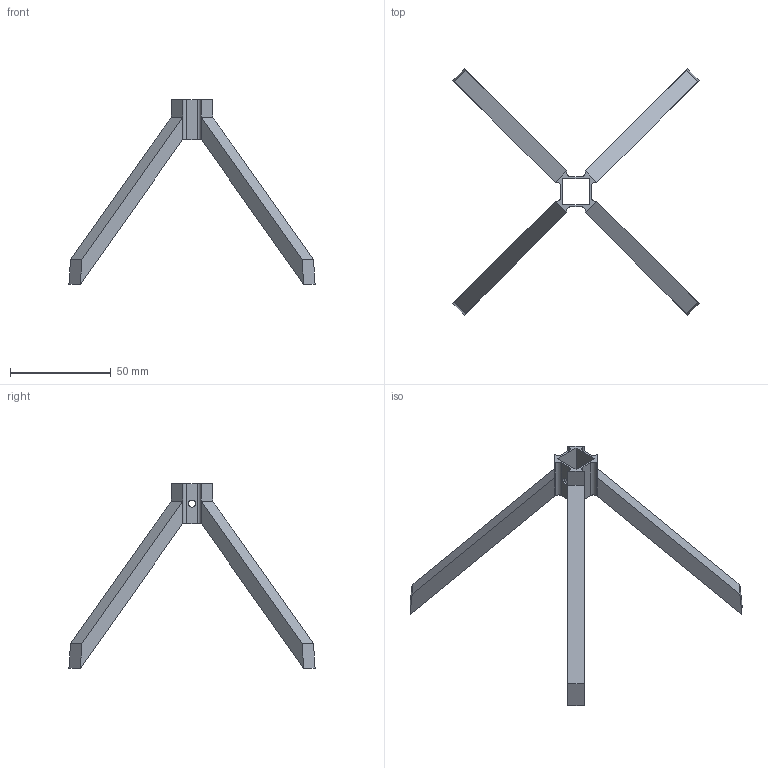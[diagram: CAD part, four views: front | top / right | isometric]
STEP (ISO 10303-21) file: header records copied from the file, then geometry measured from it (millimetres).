
FILE_DESCRIPTION(/* description */ (''),/* implementation_level */ '2;1');
FILE_NAME(/* name */ 'Stand',/* time_stamp */ '2024-08-30T15:55:43+02:00',/* author */ ('SB'),/* organization */ (''),/* preprocessor_version */ 'ST-DEVELOPER v16.7',/* originating_system */ 'DEX',/* authorisation */ $);
FILE_SCHEMA (('AUTOMOTIVE_DESIGN {1 0 10303 214 3 1 1}'));
Length unit declared in the file: millimetre
Products named in the file (1): Stand
Bounding box: 122.19 x 122.19 x 91.8 mm (x, y, z)
Volume: 27674.5 mm3; surface area: 15850.3 mm2
Topology: 1 solids, 1 shells, 52 faces, 135 edges, 85 vertices
Faces by surface type: plane 42, cylinder 10
Full cylindrical faces by diameter (mm): 3.5 x2
Entity records: 1582 total; most frequent: CARTESIAN_POINT 269, ORIENTED_EDGE 264, DIRECTION 258, EDGE_CURVE 132, LINE 112, VECTOR 112, VERTEX_POINT 84, AXIS2_PLACEMENT_3D 73
